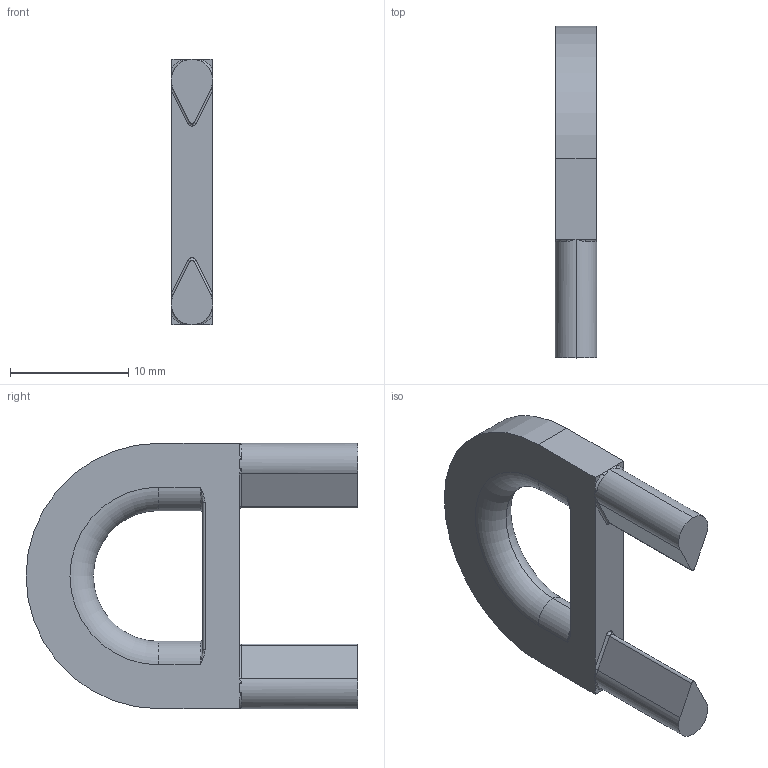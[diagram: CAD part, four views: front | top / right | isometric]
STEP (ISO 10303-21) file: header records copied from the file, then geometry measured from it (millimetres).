
FILE_DESCRIPTION (( 'STEP AP214' ), '1' );
FILE_NAME ('cle_model_2.STEP', '2019-06-12T08:27:32', ( '' ), ( '' ), 'SwSTEP 2.0', 'SolidWorks 2017', '' );
FILE_SCHEMA (( 'AUTOMOTIVE_DESIGN' ));
Length unit declared in the file: millimetre
Products named in the file (1): cle_model_2
Bounding box: 3.5 x 28 x 22.4 mm (x, y, z)
Volume: 1090.8 mm3; surface area: 1120.2 mm2
Topology: 1 solids, 1 shells, 62 faces, 160 edges, 92 vertices
Faces by surface type: plane 20, torus 17, cylinder 17, bspline 8
Entity records: 2078 total; most frequent: CARTESIAN_POINT 621, ORIENTED_EDGE 304, DIRECTION 298, EDGE_CURVE 152, AXIS2_PLACEMENT_3D 117, VERTEX_POINT 92, VECTOR 64, LINE 64
